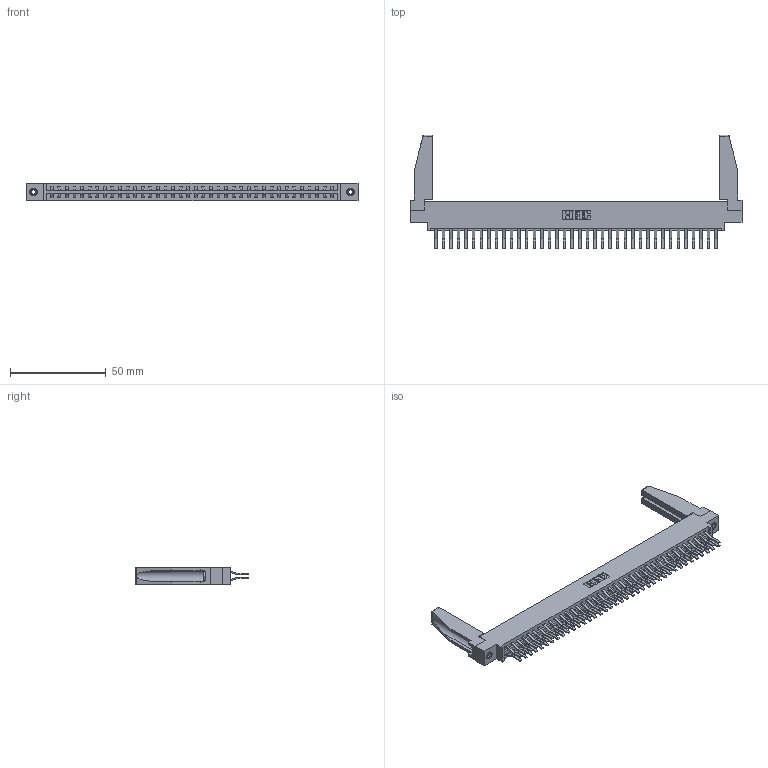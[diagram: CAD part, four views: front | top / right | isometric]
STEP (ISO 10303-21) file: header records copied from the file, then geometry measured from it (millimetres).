
FILE_DESCRIPTION (( 'STEP AP203' ), '1' );
FILE_NAME ('337-076-560-878.STEP', '2019-10-15T13:53:10', ( '' ), ( '' ), 'SwSTEP 2.0', 'SolidWorks 2016', '' );
FILE_SCHEMA (( 'CONFIG_CONTROL_DESIGN' ));
Length unit declared in the file: inch
Products named in the file (5): 345-250-001_345-250-001-102; 307-220-078; 337-076-560-878; 345-292-001_560 Tail; 337 Part_0.170 Offset - 0.156 Dia-TI
Assembly tree (81 placements, depth 2):
  337-076-560-878
    337 Part_0.170 Offset - 0.156 Dia-TI
    345-292-001_560 Tail  x76
    345-250-001_345-250-001-102  x2
    307-220-078  x2
Bounding box: 173.58 x 59.58 x 9.4 mm (x, y, z)
Volume: 22614.3 mm3; surface area: 26392.3 mm2
Topology: 81 solids, 81 shells, 4504 faces, 13345 edges, 8786 vertices
Faces by surface type: plane 3046, cylinder 1442, cone 12, torus 4
Entity records: 32640 total; most frequent: CARTESIAN_POINT 5504, ORIENTED_EDGE 5396, DIRECTION 4698, EDGE_CURVE 2698, LINE 2528, VECTOR 2528, VERTEX_POINT 1792, AXIS2_PLACEMENT_3D 1085
